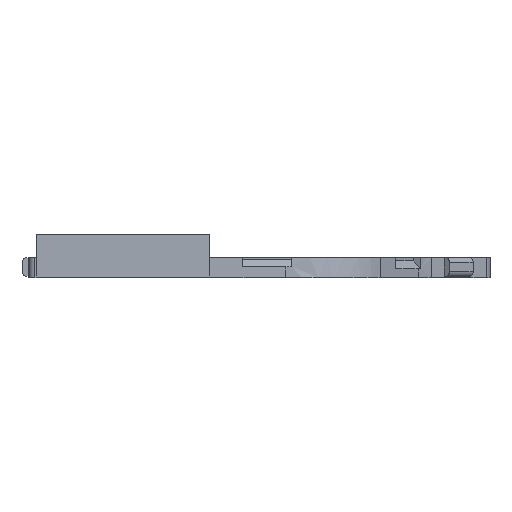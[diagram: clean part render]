
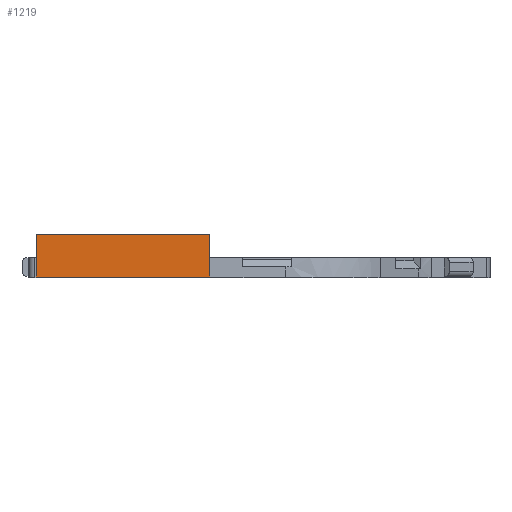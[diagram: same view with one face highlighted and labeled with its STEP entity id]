
A CAD part, left-side view. The second image highlights one B-rep face of the part: STEP entity #1219.
In plain terms, the highlighted planar face has unit normal (-1, 0, 0).
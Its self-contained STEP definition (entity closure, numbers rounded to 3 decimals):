
#870=CARTESIAN_POINT('',(88.761,24.423,-17.426));
#871=VERTEX_POINT('',#870);
#878=CARTESIAN_POINT('',(88.761,24.423,-11.047));
#879=VERTEX_POINT('',#878);
#880=CARTESIAN_POINT('',(88.761,24.423,-17.426));
#881=DIRECTION('',(-0.,-0.,1.));
#882=VECTOR('',#881,6.379);
#883=LINE('',#880,#882);
#884=EDGE_CURVE('',#871,#879,#883,.T.);
#1170=CARTESIAN_POINT('',(88.761,-1.532,-17.426));
#1171=VERTEX_POINT('',#1170);
#1172=CARTESIAN_POINT('',(88.761,-1.532,-11.047));
#1173=VERTEX_POINT('',#1172);
#1174=CARTESIAN_POINT('',(88.761,-1.532,-17.426));
#1175=DIRECTION('',(0.,0.,1.));
#1176=VECTOR('',#1175,6.379);
#1177=LINE('',#1174,#1176);
#1178=EDGE_CURVE('',#1171,#1173,#1177,.T.);
#1198=CARTESIAN_POINT('',(88.761,-242.838,-11.742));
#1199=DIRECTION('',(1.,0.,0.));
#1200=DIRECTION('',(0.,0.,-1.));
#1201=AXIS2_PLACEMENT_3D('',#1198,#1199,#1200);
#1202=PLANE('',#1201);
#1203=ORIENTED_EDGE('',*,*,#884,.F.);
#1204=CARTESIAN_POINT('',(88.761,24.423,-17.426));
#1205=DIRECTION('',(0.,-1.,-0.));
#1206=VECTOR('',#1205,25.954);
#1207=LINE('',#1204,#1206);
#1208=EDGE_CURVE('',#871,#1171,#1207,.T.);
#1209=ORIENTED_EDGE('',*,*,#1208,.T.);
#1210=ORIENTED_EDGE('',*,*,#1178,.T.);
#1211=CARTESIAN_POINT('',(88.761,-1.532,-11.047));
#1212=DIRECTION('',(0.,1.,0.));
#1213=VECTOR('',#1212,25.954);
#1214=LINE('',#1211,#1213);
#1215=EDGE_CURVE('',#1173,#879,#1214,.T.);
#1216=ORIENTED_EDGE('',*,*,#1215,.T.);
#1217=EDGE_LOOP('',(#1203,#1209,#1210,#1216));
#1218=FACE_BOUND('',#1217,.T.);
#1219=ADVANCED_FACE('',(#1218),#1202,.F.);
